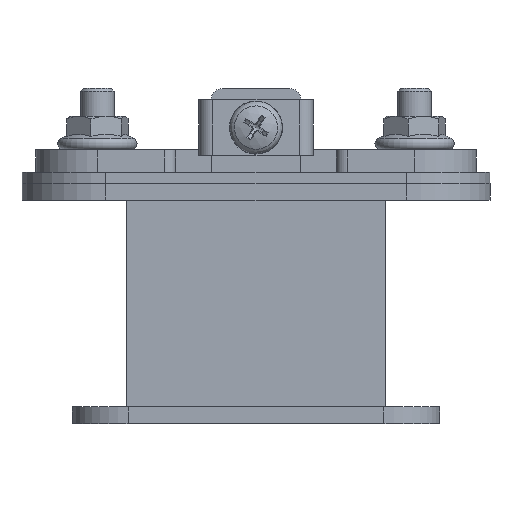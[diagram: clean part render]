
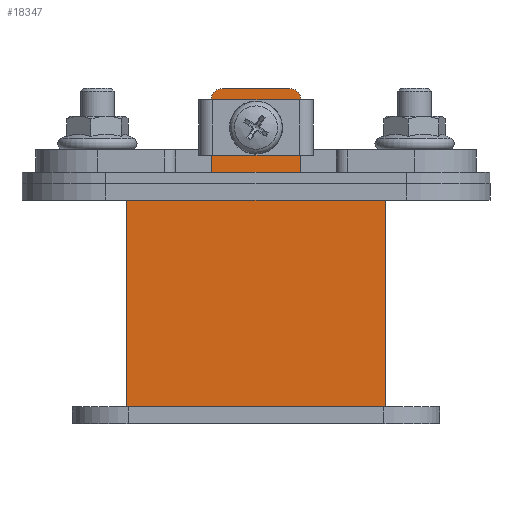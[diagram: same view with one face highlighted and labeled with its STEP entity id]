
A CAD part, front view. The second image highlights one B-rep face of the part: STEP entity #18347.
In plain terms, the highlighted face is planar.
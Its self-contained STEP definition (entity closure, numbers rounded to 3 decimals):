
#532=FACE_BOUND('',#2437,.T.);
#654=PLANE('',#19635);
#1441=FACE_OUTER_BOUND('',#2436,.T.);
#2436=EDGE_LOOP('',(#13029,#13030,#13031,#13032,#13033,#13034,#13035,#13036,
#13037,#13038,#13039,#13040));
#2437=EDGE_LOOP('',(#13041));
#3546=LINE('',#25665,#5802);
#3550=LINE('',#25677,#5806);
#3553=LINE('',#25683,#5809);
#3554=LINE('',#25685,#5810);
#3555=LINE('',#25687,#5811);
#3556=LINE('',#25689,#5812);
#3557=LINE('',#25691,#5813);
#3558=LINE('',#25695,#5814);
#5802=VECTOR('',#21024,10.);
#5806=VECTOR('',#21036,10.);
#5809=VECTOR('',#21041,10.);
#5810=VECTOR('',#21042,10.);
#5811=VECTOR('',#21043,10.);
#5812=VECTOR('',#21044,10.);
#5813=VECTOR('',#21045,10.);
#5814=VECTOR('',#21048,10.);
#7992=CIRCLE('',#19628,2.);
#7995=CIRCLE('',#19633,2.);
#7996=CIRCLE('',#19636,2.);
#7997=CIRCLE('',#19637,2.);
#7998=CIRCLE('',#19638,2.067);
#8300=VERTEX_POINT('',#25655);
#8301=VERTEX_POINT('',#25656);
#8304=VERTEX_POINT('',#25664);
#8307=VERTEX_POINT('',#25672);
#8308=VERTEX_POINT('',#25676);
#8310=VERTEX_POINT('',#25682);
#8311=VERTEX_POINT('',#25684);
#8312=VERTEX_POINT('',#25686);
#8313=VERTEX_POINT('',#25688);
#8314=VERTEX_POINT('',#25690);
#8315=VERTEX_POINT('',#25692);
#8316=VERTEX_POINT('',#25694);
#8317=VERTEX_POINT('',#25697);
#10165=EDGE_CURVE('',#8300,#8301,#7992,.T.);
#10169=EDGE_CURVE('',#8301,#8304,#3546,.T.);
#10173=EDGE_CURVE('',#8304,#8307,#7995,.T.);
#10175=EDGE_CURVE('',#8307,#8308,#3550,.T.);
#10178=EDGE_CURVE('',#8310,#8300,#3553,.T.);
#10179=EDGE_CURVE('',#8311,#8310,#3554,.T.);
#10180=EDGE_CURVE('',#8312,#8311,#3555,.T.);
#10181=EDGE_CURVE('',#8313,#8312,#3556,.T.);
#10182=EDGE_CURVE('',#8314,#8313,#3557,.T.);
#10183=EDGE_CURVE('',#8315,#8314,#7996,.T.);
#10184=EDGE_CURVE('',#8316,#8315,#3558,.T.);
#10185=EDGE_CURVE('',#8308,#8316,#7997,.T.);
#10186=EDGE_CURVE('',#8317,#8317,#7998,.T.);
#13029=ORIENTED_EDGE('',*,*,#10173,.F.);
#13030=ORIENTED_EDGE('',*,*,#10169,.F.);
#13031=ORIENTED_EDGE('',*,*,#10165,.F.);
#13032=ORIENTED_EDGE('',*,*,#10178,.F.);
#13033=ORIENTED_EDGE('',*,*,#10179,.F.);
#13034=ORIENTED_EDGE('',*,*,#10180,.F.);
#13035=ORIENTED_EDGE('',*,*,#10181,.F.);
#13036=ORIENTED_EDGE('',*,*,#10182,.F.);
#13037=ORIENTED_EDGE('',*,*,#10183,.F.);
#13038=ORIENTED_EDGE('',*,*,#10184,.F.);
#13039=ORIENTED_EDGE('',*,*,#10185,.F.);
#13040=ORIENTED_EDGE('',*,*,#10175,.F.);
#13041=ORIENTED_EDGE('',*,*,#10186,.T.);
#18347=ADVANCED_FACE('',(#1441,#532),#654,.F.);
#19628=AXIS2_PLACEMENT_3D('',#25657,#21016,#21017);
#19633=AXIS2_PLACEMENT_3D('',#25673,#21031,#21032);
#19635=AXIS2_PLACEMENT_3D('',#25681,#21039,#21040);
#19636=AXIS2_PLACEMENT_3D('',#25693,#21046,#21047);
#19637=AXIS2_PLACEMENT_3D('',#25696,#21049,#21050);
#19638=AXIS2_PLACEMENT_3D('',#25698,#21051,#21052);
#21016=DIRECTION('center_axis',(0.,0.,-1.));
#21017=DIRECTION('ref_axis',(-0.707,-0.707,0.));
#21024=DIRECTION('',(0.,1.,0.));
#21031=DIRECTION('center_axis',(0.,0.,1.));
#21032=DIRECTION('ref_axis',(0.707,0.707,0.));
#21036=DIRECTION('',(-1.,0.,0.));
#21039=DIRECTION('center_axis',(0.,0.,1.));
#21040=DIRECTION('ref_axis',(1.,0.,0.));
#21041=DIRECTION('',(-1.,0.,0.));
#21042=DIRECTION('',(0.,1.,0.));
#21043=DIRECTION('',(1.,0.,0.));
#21044=DIRECTION('',(0.,-1.,0.));
#21045=DIRECTION('',(-1.,0.,0.));
#21046=DIRECTION('center_axis',(0.,0.,-1.));
#21047=DIRECTION('ref_axis',(0.707,-0.707,0.));
#21048=DIRECTION('',(0.,-1.,0.));
#21049=DIRECTION('center_axis',(0.,0.,1.));
#21050=DIRECTION('ref_axis',(-0.707,0.707,0.));
#21051=DIRECTION('center_axis',(0.,0.,1.));
#21052=DIRECTION('ref_axis',(1.,0.,0.));
#25655=CARTESIAN_POINT('',(10.,20.,0.));
#25656=CARTESIAN_POINT('',(8.,22.,0.));
#25657=CARTESIAN_POINT('Origin',(10.,22.,0.));
#25664=CARTESIAN_POINT('',(8.,35.,0.));
#25665=CARTESIAN_POINT('',(8.,20.,0.));
#25672=CARTESIAN_POINT('',(6.,37.,0.));
#25673=CARTESIAN_POINT('Origin',(6.,35.,0.));
#25676=CARTESIAN_POINT('',(-6.,37.,0.));
#25677=CARTESIAN_POINT('',(8.,37.,0.));
#25681=CARTESIAN_POINT('Origin',(0.,28.5,0.));
#25682=CARTESIAN_POINT('',(23.1,20.,0.));
#25683=CARTESIAN_POINT('',(23.1,20.,0.));
#25684=CARTESIAN_POINT('',(23.1,-20.,0.));
#25685=CARTESIAN_POINT('',(23.1,-20.,0.));
#25686=CARTESIAN_POINT('',(-23.1,-20.,0.));
#25687=CARTESIAN_POINT('',(-23.1,-20.,0.));
#25688=CARTESIAN_POINT('',(-23.1,20.,0.));
#25689=CARTESIAN_POINT('',(-23.1,20.,0.));
#25690=CARTESIAN_POINT('',(-10.,20.,0.));
#25691=CARTESIAN_POINT('',(23.1,20.,0.));
#25692=CARTESIAN_POINT('',(-8.,22.,0.));
#25693=CARTESIAN_POINT('Origin',(-10.,22.,0.));
#25694=CARTESIAN_POINT('',(-8.,35.,0.));
#25695=CARTESIAN_POINT('',(-8.,37.,0.));
#25696=CARTESIAN_POINT('Origin',(-6.,35.,0.));
#25697=CARTESIAN_POINT('',(-2.067,30.,0.));
#25698=CARTESIAN_POINT('Origin',(0.,30.,0.));
